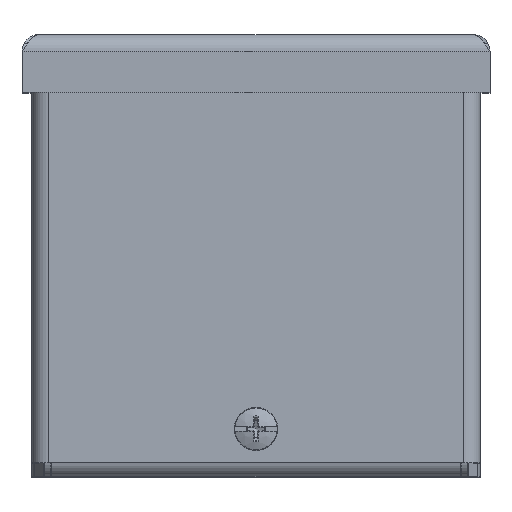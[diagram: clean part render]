
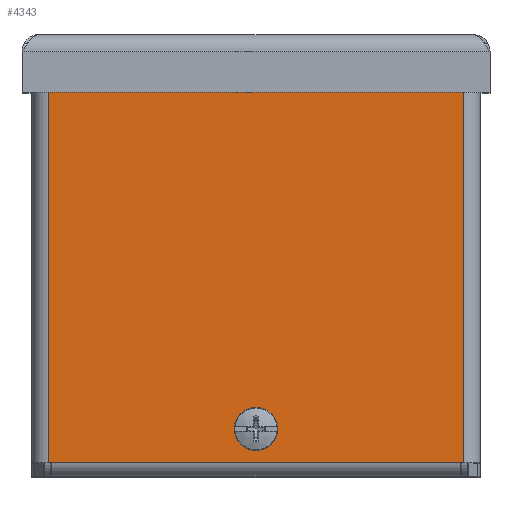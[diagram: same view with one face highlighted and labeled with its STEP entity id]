
A CAD part, top view. The second image highlights one B-rep face of the part: STEP entity #4343.
In plain terms, the highlighted face is planar.
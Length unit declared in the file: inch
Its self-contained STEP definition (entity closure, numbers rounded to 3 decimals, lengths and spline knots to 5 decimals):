
#182=FACE_BOUND('',#873,.T.);
#183=FACE_BOUND('',#874,.T.);
#335=PLANE('',#4695);
#574=FACE_OUTER_BOUND('',#872,.T.);
#872=EDGE_LOOP('',(#3531,#3532,#3533,#3534));
#873=EDGE_LOOP('',(#3535));
#874=EDGE_LOOP('',(#3536));
#1233=LINE('',#7302,#1593);
#1240=LINE('',#7323,#1600);
#1245=LINE('',#7339,#1605);
#1247=LINE('',#7342,#1607);
#1593=VECTOR('',#5607,3.875);
#1600=VECTOR('',#5634,3.875);
#1605=VECTOR('',#5657,3.8125);
#1607=VECTOR('',#5661,3.8125);
#1764=CIRCLE('',#4670,0.125);
#1766=CIRCLE('',#4673,0.125);
#2055=VERTEX_POINT('',#7289);
#2057=VERTEX_POINT('',#7294);
#2059=VERTEX_POINT('',#7299);
#2060=VERTEX_POINT('',#7301);
#2063=VERTEX_POINT('',#7320);
#2064=VERTEX_POINT('',#7322);
#2553=EDGE_CURVE('',#2055,#2055,#1764,.T.);
#2555=EDGE_CURVE('',#2057,#2057,#1766,.T.);
#2558=EDGE_CURVE('',#2060,#2059,#1233,.T.);
#2569=EDGE_CURVE('',#2064,#2063,#1240,.T.);
#2577=EDGE_CURVE('',#2063,#2060,#1245,.T.);
#2579=EDGE_CURVE('',#2059,#2064,#1247,.T.);
#3531=ORIENTED_EDGE('',*,*,#2558,.T.);
#3532=ORIENTED_EDGE('',*,*,#2579,.T.);
#3533=ORIENTED_EDGE('',*,*,#2569,.T.);
#3534=ORIENTED_EDGE('',*,*,#2577,.T.);
#3535=ORIENTED_EDGE('',*,*,#2553,.T.);
#3536=ORIENTED_EDGE('',*,*,#2555,.T.);
#4343=ADVANCED_FACE('',(#574,#182,#183),#335,.F.);
#4670=AXIS2_PLACEMENT_3D('',#7290,#5594,#5595);
#4673=AXIS2_PLACEMENT_3D('',#7295,#5600,#5601);
#4695=AXIS2_PLACEMENT_3D('',#7341,#5659,#5660);
#5594=DIRECTION('center_axis',(0.,0.,1.));
#5595=DIRECTION('ref_axis',(1.,0.,0.));
#5600=DIRECTION('center_axis',(0.,0.,1.));
#5601=DIRECTION('ref_axis',(1.,0.,0.));
#5607=DIRECTION('',(0.,-1.,0.));
#5634=DIRECTION('',(0.,1.,0.));
#5657=DIRECTION('',(1.,0.,0.));
#5659=DIRECTION('center_axis',(0.,0.,1.));
#5660=DIRECTION('ref_axis',(1.,0.,0.));
#5661=DIRECTION('',(-1.,0.,0.));
#7289=CARTESIAN_POINT('',(-0.125,1.625,0.));
#7290=CARTESIAN_POINT('Origin',(0.,1.625,0.));
#7294=CARTESIAN_POINT('',(-0.125,-1.625,0.));
#7295=CARTESIAN_POINT('Origin',(0.,-1.625,0.));
#7299=CARTESIAN_POINT('',(1.90625,-1.9375,0.));
#7301=CARTESIAN_POINT('',(1.90625,1.9375,0.));
#7302=CARTESIAN_POINT('',(1.90625,0.96875,0.));
#7320=CARTESIAN_POINT('',(-1.90625,1.9375,0.));
#7322=CARTESIAN_POINT('',(-1.90625,-1.9375,0.));
#7323=CARTESIAN_POINT('',(-1.90625,-0.96875,0.));
#7339=CARTESIAN_POINT('',(-2.059,1.9375,0.));
#7341=CARTESIAN_POINT('Origin',(0.,0.,0.));
#7342=CARTESIAN_POINT('',(2.059,-1.9375,0.));
